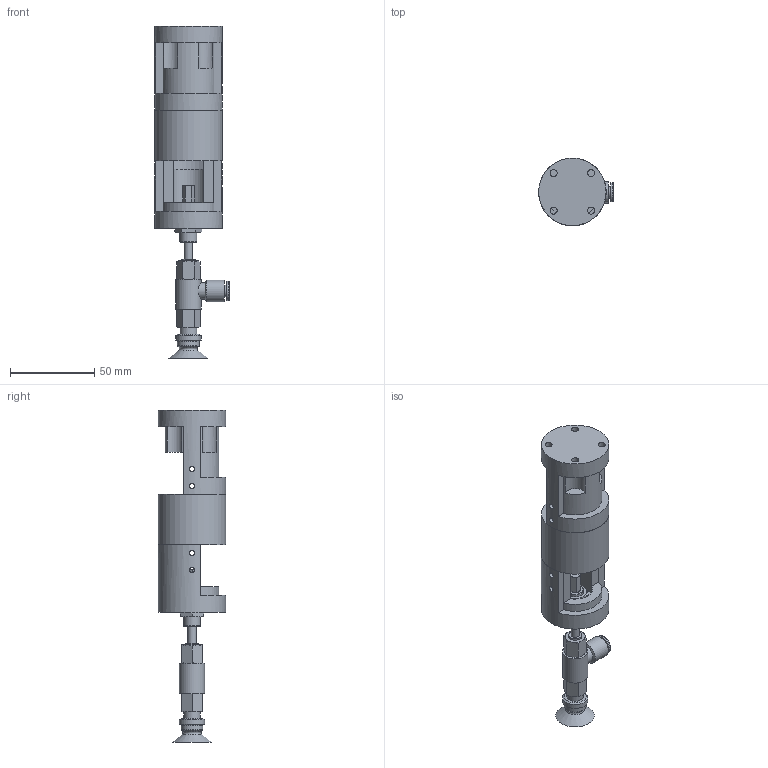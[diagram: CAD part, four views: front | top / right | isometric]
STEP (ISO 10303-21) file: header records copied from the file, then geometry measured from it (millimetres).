
FILE_DESCRIPTION(/* description */ (''),/* implementation_level */ '2;1');
FILE_NAME(/* name */ 'gripper_1.stp',/* time_stamp */ '2020-07-03T17:44:43+01:00',/* author */ ('romanp'),/* organization */ (''),/* preprocessor_version */ 'ST-DEVELOPER v17',/* originating_system */ 'Autodesk Inventor 2019',/* authorisation */ '');
FILE_SCHEMA (('AUTOMOTIVE_DESIGN { 1 0 10303 214 3 1 1 }'));
Products named in the file (9): Assembly_ABBGRIP; Part1_abbGripp; Part3_abbGripp; Part2_urGripp; ZPR20UNK10-06-A10.step_ZPR7011 Nut_10-32; ZPR20UNK10-06-A10; ZPR20UNK10-06-A10.step_ZPR7011 Pad_20; ZPR20UNK10-06-A10.step_ZPR7011 Stem_20-32-06; ZPR20UNK10-06-A10.step_ZPR7011 Slide_10-32
Assembly tree (9 placements, depth 3):
  Assembly_ABBGRIP
    Part1_abbGripp
    Part3_abbGripp
    Part2_urGripp
    ZPR20UNK10-06-A10.step_ZPR7011 Nut_10-32  x2
    ZPR20UNK10-06-A10
      ZPR20UNK10-06-A10.step_ZPR7011 Pad_20
      ZPR20UNK10-06-A10.step_ZPR7011 Stem_20-32-06
      ZPR20UNK10-06-A10.step_ZPR7011 Slide_10-32
Bounding box: 44.3 x 40 x 197 mm (x, y, z)
Volume: 101517.4 mm3; surface area: 42416.5 mm2
Topology: 8 solids, 8 shells, 234 faces, 620 edges, 414 vertices
Faces by surface type: plane 94, cone 74, cylinder 61, torus 5
Full cylindrical faces by diameter (mm): 3 x16, 3.5 x2, 4.2 x4, 4.9 x1, 5 x1, 6 x1, 7 x1, 8 x1, 9.8 x1, 10 x5, 11.5 x1, 12.8 x1, 13 x1, 15 x2, 40 x3
Entity records: 7386 total; most frequent: CARTESIAN_POINT 1703, DIRECTION 1158, ORIENTED_EDGE 1104, EDGE_CURVE 552, AXIS2_PLACEMENT_3D 485, VERTEX_POINT 354, EDGE_LOOP 273, CIRCLE 255
